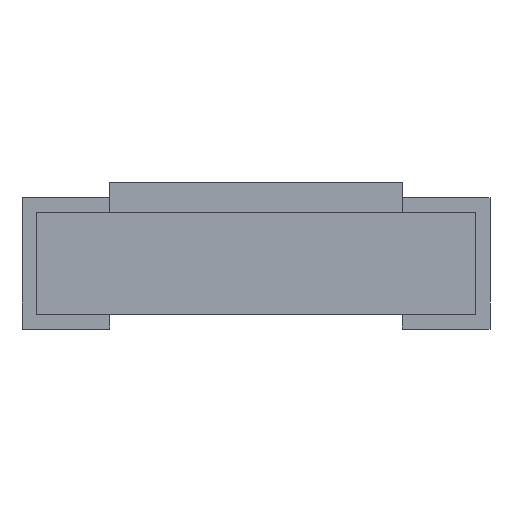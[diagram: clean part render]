
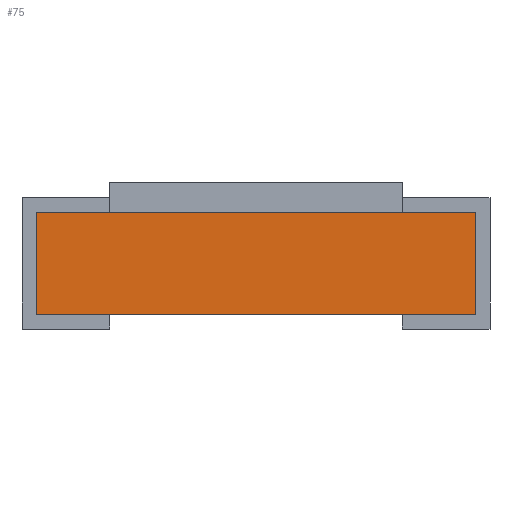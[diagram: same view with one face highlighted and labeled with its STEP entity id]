
A CAD part, left-side view. The second image highlights one B-rep face of the part: STEP entity #75.
In plain terms, the highlighted planar face has unit normal (-1, 0, 0).
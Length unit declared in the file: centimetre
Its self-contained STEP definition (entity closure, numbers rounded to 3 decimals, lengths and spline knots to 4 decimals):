
#75 = ADVANCED_FACE ( 'NONE', ( #12129 ), #4306, .F. ) ;
#93 = EDGE_CURVE ( 'NONE', #4093, #4077, #4364, .T. ) ;
#95 = EDGE_CURVE ( 'NONE', #4093, #4094, #4370, .T. ) ;
#96 = EDGE_CURVE ( 'NONE', #4094, #4078, #4373, .T. ) ;
#1817 = EDGE_CURVE ( 'NONE', #4077, #4078, #6556, .T. ) ;
#3041 = EDGE_LOOP ( 'NONE', ( #12040, #12035, #12047, #11982 ) ) ;
#4077 = VERTEX_POINT ( 'NONE', #10570 ) ;
#4078 = VERTEX_POINT ( 'NONE', #10571 ) ;
#4093 = VERTEX_POINT ( 'NONE', #10586 ) ;
#4094 = VERTEX_POINT ( 'NONE', #10587 ) ;
#4306 = PLANE ( 'NONE',  #10853 ) ;
#4307 = CARTESIAN_POINT ( 'NONE',  ( -0.16, 0., 0.0225 ) ) ;
#4308 = DIRECTION ( 'NONE',  ( 1., 0., 0. ) ) ;
#4309 = DIRECTION ( 'NONE',  ( 0., 0., -1. ) ) ;
#4364 = LINE ( 'NONE', #4365, #11347 ) ;
#4365 = CARTESIAN_POINT ( 'NONE',  ( -0.16, 0.075, 0.0225 ) ) ;
#4366 = DIRECTION ( 'NONE',  ( 0., 0., 1. ) ) ;
#4370 = LINE ( 'NONE', #4371, #11349 ) ;
#4371 = CARTESIAN_POINT ( 'NONE',  ( -0.16, -0.0625, 0.005 ) ) ;
#4372 = DIRECTION ( 'NONE',  ( 0., -1., 0. ) ) ;
#4373 = LINE ( 'NONE', #4374, #11350 ) ;
#4374 = CARTESIAN_POINT ( 'NONE',  ( -0.16, -0.075, 0.0225 ) ) ;
#4375 = DIRECTION ( 'NONE',  ( 0., 0., 1. ) ) ;
#6556 = LINE ( 'NONE', #6557, #7791 ) ;
#6557 = CARTESIAN_POINT ( 'NONE',  ( -0.16, 0., 0.04 ) ) ;
#6558 = DIRECTION ( 'NONE',  ( 0., -1., 0. ) ) ;
#7791 = VECTOR ( 'NONE', #6558, 100. ) ;
#10570 = CARTESIAN_POINT ( 'NONE',  ( -0.16, 0.075, 0.04 ) ) ;
#10571 = CARTESIAN_POINT ( 'NONE',  ( -0.16, -0.075, 0.04 ) ) ;
#10586 = CARTESIAN_POINT ( 'NONE',  ( -0.16, 0.075, 0.005 ) ) ;
#10587 = CARTESIAN_POINT ( 'NONE',  ( -0.16, -0.075, 0.005 ) ) ;
#10853 = AXIS2_PLACEMENT_3D ( 'NONE', #4307, #4308, #4309 ) ;
#11347 = VECTOR ( 'NONE', #4366, 100. ) ;
#11349 = VECTOR ( 'NONE', #4372, 100. ) ;
#11350 = VECTOR ( 'NONE', #4375, 100. ) ;
#11982 = ORIENTED_EDGE ( 'NONE', *, *, #96, .T. ) ;
#12035 = ORIENTED_EDGE ( 'NONE', *, *, #93, .F. ) ;
#12040 = ORIENTED_EDGE ( 'NONE', *, *, #1817, .F. ) ;
#12047 = ORIENTED_EDGE ( 'NONE', *, *, #95, .T. ) ;
#12129 = FACE_OUTER_BOUND ( 'NONE', #3041, .T. ) ;
